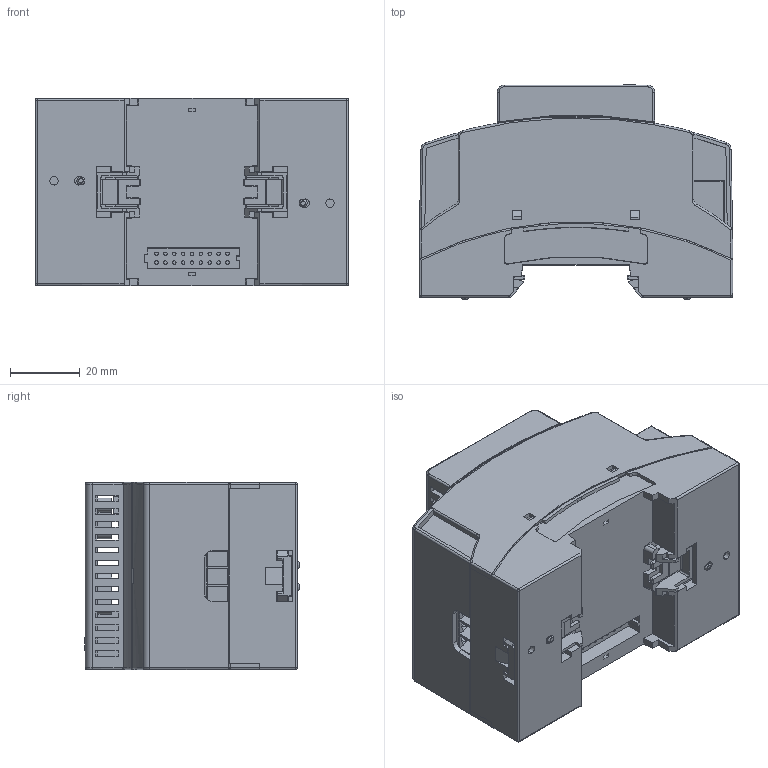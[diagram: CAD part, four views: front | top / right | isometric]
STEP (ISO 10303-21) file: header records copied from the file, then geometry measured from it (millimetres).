
FILE_DESCRIPTION (( 'STEP AP214' ), '1' );
FILE_NAME ('弝謹.424119.001 (狣210).STEP', '2020-03-03T12:40:17', ( '' ), ( '' ), 'SwSTEP 2.0', 'SolidWorks 2019', '' );
FILE_SCHEMA (( 'AUTOMOTIVE_DESIGN' ));
Length unit declared in the file: millimetre
Products named in the file (12): 弝謹.424119.001 (狣210); PE210_001F02M; PEM01D03; (2316)视略 731123.420.2316(吓210. 署赅 卵 53.6); (2260)ÊÓÂÔ.731121.420.2260(ÏÌ210. Êðûøêà êëåììíàÿ 53.6); (1041)ÊÓÂÔ.742211.420.1041 (ÏËÊ110 Çàùåëêà Din ÏËÊ110); PEM01C05; (944)ÊÓÂÔ.734348.420.944(Ìîäóñ 5620.Ëîâèòåëü); (2040)ﾊﾓﾂﾔ.301152.410.2040(ﾎ魵瑙韃 ﾏﾕ210); (2261)ÊÓÂÔ.731121.420.2261(ÏÌ210. Êðûøêà êëåììíàÿ 35.6); (891)ﾊﾓﾂﾔ.731143.420.891(ﾎ魵瑙韃); (904)弝謹.755755.420.904 (栱殣鍒鍱 14. 狣210)
Assembly tree (15 placements, depth 3):
  弝謹.424119.001 (狣210)
    (2316)视略 731123.420.2316(吓210. 署赅 卵 53.6)
    (2040)ﾊﾓﾂﾔ.301152.410.2040(ﾎ魵瑙韃 ﾏﾕ210)
      (1041)ÊÓÂÔ.742211.420.1041 (ÏËÊ110 Çàùåëêà Din ÏËÊ110)  x2
      (891)ﾊﾓﾂﾔ.731143.420.891(ﾎ魵瑙韃)
    (2260)ÊÓÂÔ.731121.420.2260(ÏÌ210. Êðûøêà êëåììíàÿ 53.6)
    PE210_001F02M
    PEM01C05
    PEM01D03
    (2261)ÊÓÂÔ.731121.420.2261(ÏÌ210. Êðûøêà êëåììíàÿ 35.6)
    (904)弝謹.755755.420.904 (栱殣鍒鍱 14. 狣210)  x4
    (944)ÊÓÂÔ.734348.420.944(Ìîäóñ 5620.Ëîâèòåëü)
Bounding box: 89.7 x 61.34 x 53.6 mm (x, y, z)
Volume: 61413.4 mm3; surface area: 90272.9 mm2
Topology: 16 solids, 16 shells, 3541 faces, 10129 edges, 6655 vertices
Faces by surface type: plane 2559, cylinder 494, bspline 350, cone 125, torus 11, sphere 2
Entity records: 143023 total; most frequent: CARTESIAN_POINT 26163, ORIENTED_EDGE 19690, DIRECTION 16369, EDGE_CURVE 9845, LINE 7829, VECTOR 7829, VERTEX_POINT 6481, AXIS2_PLACEMENT_3D 4270
